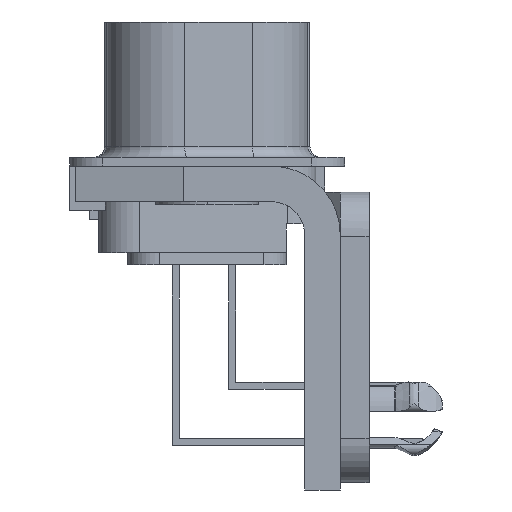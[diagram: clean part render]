
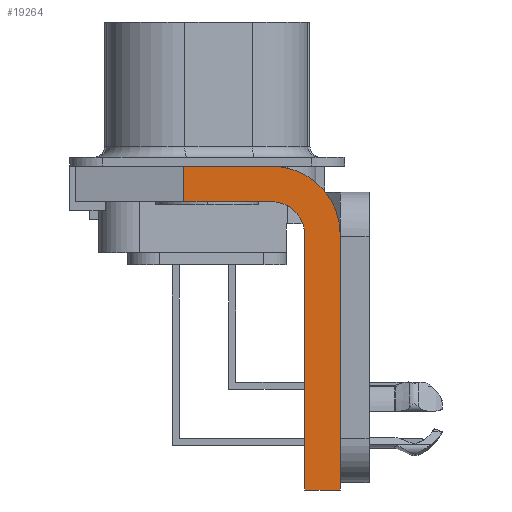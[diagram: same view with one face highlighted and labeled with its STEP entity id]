
A CAD part, left-side view. The second image highlights one B-rep face of the part: STEP entity #19264.
In plain terms, the highlighted planar face has unit normal (-1, 0, 0).
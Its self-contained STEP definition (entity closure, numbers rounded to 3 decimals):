
#965=DIRECTION('',(0.,-1.,0.));
#966=VECTOR('',#965,3.95);
#967=CARTESIAN_POINT('',(-19.71,1.05,-6.5));
#968=LINE('',#967,#966);
#5888=DIRECTION('',(0.,-1.,0.));
#5889=VECTOR('',#5888,3.95);
#5890=CARTESIAN_POINT('',(-19.71,1.05,-8.1));
#5891=LINE('',#5890,#5889);
#5963=DIRECTION('',(0.,0.,-1.));
#5964=VECTOR('',#5963,11.5);
#5965=CARTESIAN_POINT('',(-19.71,-4.4,-9.6));
#5966=LINE('',#5965,#5964);
#5995=CARTESIAN_POINT('',(-19.71,-2.9,-9.6));
#5996=DIRECTION('',(1.,0.,0.));
#5997=DIRECTION('',(0.,0.,1.));
#5998=AXIS2_PLACEMENT_3D('',#5995,#5996,#5997);
#6005=CARTESIAN_POINT('',(-19.71,-2.9,-9.6));
#6006=DIRECTION('',(-1.,0.,0.));
#6007=DIRECTION('',(0.,-1.,0.));
#6008=AXIS2_PLACEMENT_3D('',#6005,#6006,#6007);
#6010=DIRECTION('',(0.,0.,-1.));
#6011=VECTOR('',#6010,11.5);
#6012=CARTESIAN_POINT('',(-19.71,-6.,-9.6));
#6013=LINE('',#6012,#6011);
#6014=DIRECTION('',(0.,0.,-1.));
#6015=VECTOR('',#6014,1.6);
#6016=CARTESIAN_POINT('',(-19.71,1.05,-6.5));
#6017=LINE('',#6016,#6015);
#6618=DIRECTION('',(0.,1.,0.));
#6619=VECTOR('',#6618,1.6);
#6620=CARTESIAN_POINT('',(-19.71,-6.,-21.1));
#6621=LINE('',#6620,#6619);
#10240=CARTESIAN_POINT('',(-19.71,1.05,-8.1));
#10241=VERTEX_POINT('',#10240);
#10256=CARTESIAN_POINT('',(-19.71,1.05,-6.5));
#10257=VERTEX_POINT('',#10256);
#10308=CARTESIAN_POINT('',(-19.71,-6.,-21.1));
#10310=VERTEX_POINT('',#10308);
#10316=CARTESIAN_POINT('',(-19.71,-4.4,-21.1));
#10318=VERTEX_POINT('',#10316);
#10332=CARTESIAN_POINT('',(-19.71,-2.9,-8.1));
#10334=VERTEX_POINT('',#10332);
#10336=CARTESIAN_POINT('',(-19.71,-4.4,-9.6));
#10338=VERTEX_POINT('',#10336);
#11409=CARTESIAN_POINT('',(-19.71,-2.9,-6.5));
#11410=VERTEX_POINT('',#11409);
#11411=CARTESIAN_POINT('',(-19.71,-6.,-9.6));
#11412=VERTEX_POINT('',#11411);
#19246=CARTESIAN_POINT('',(-19.71,1.05,-6.5));
#19247=DIRECTION('',(-1.,0.,0.));
#19248=DIRECTION('',(0.,-1.,0.));
#19249=AXIS2_PLACEMENT_3D('',#19246,#19247,#19248);
#19250=PLANE('',#19249);
#19252=ORIENTED_EDGE('',*,*,#19251,.F.);
#19253=ORIENTED_EDGE('',*,*,#17084,.T.);
#19255=ORIENTED_EDGE('',*,*,#19254,.T.);
#19256=ORIENTED_EDGE('',*,*,#19217,.F.);
#19257=ORIENTED_EDGE('',*,*,#19238,.F.);
#19258=ORIENTED_EDGE('',*,*,#19134,.F.);
#19260=ORIENTED_EDGE('',*,*,#19259,.F.);
#19261=ORIENTED_EDGE('',*,*,#13792,.T.);
#19262=EDGE_LOOP('',(#19252,#19253,#19255,#19256,#19257,#19258,#19260,#19261));
#19263=FACE_OUTER_BOUND('',#19262,.F.);
#19264=ADVANCED_FACE('',(#19263),#19250,.T.);
#5999=CIRCLE('',#5998,1.5);
#6009=CIRCLE('',#6008,3.1);
#13792=EDGE_CURVE('',#10257,#11410,#968,.T.);
#17084=EDGE_CURVE('',#11412,#10310,#6013,.T.);
#19134=EDGE_CURVE('',#10241,#10334,#5891,.T.);
#19217=EDGE_CURVE('',#10338,#10318,#5966,.T.);
#19238=EDGE_CURVE('',#10334,#10338,#5999,.T.);
#19251=EDGE_CURVE('',#11412,#11410,#6009,.T.);
#19254=EDGE_CURVE('',#10310,#10318,#6621,.T.);
#19259=EDGE_CURVE('',#10257,#10241,#6017,.T.);
